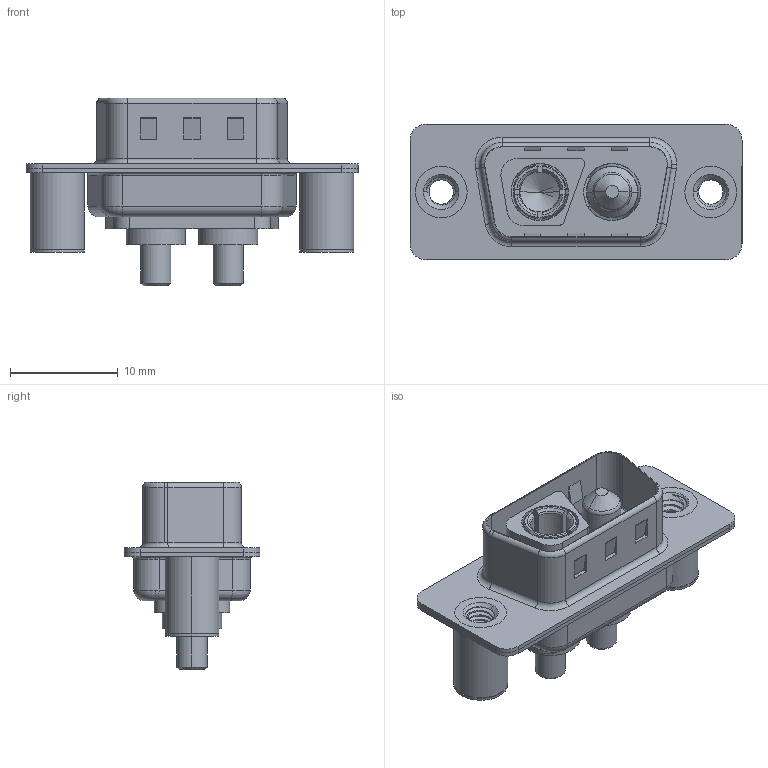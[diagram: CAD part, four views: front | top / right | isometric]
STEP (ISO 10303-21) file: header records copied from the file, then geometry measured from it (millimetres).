
FILE_DESCRIPTION (( 'STEP AP203' ), '1' );
FILE_NAME ('627-2WK2224-2NB.STEP', '2019-05-24T01:12:48', ( '' ), ( '' ), 'SwSTEP 2.0', 'SolidWorks 2016', '' );
FILE_SCHEMA (( 'CONFIG_CONTROL_DESIGN' ));
Length unit declared in the file: millimetre
Products named in the file (8): 627Combo Shell Rear_09 Contacts; 627Combo Shell Front_09 Contacts; 627Combo Threaded Board Spacer_B; Power Socket_20A S; Power Pin_20A S; 627Combo Threaded Board Spacer_3; 627-2WK2224-2NB; 627Combo Housing_2WK2
Assembly tree (7 placements, depth 2):
  627-2WK2224-2NB
    627Combo Housing_2WK2
    627Combo Shell Rear_09 Contacts
    627Combo Shell Front_09 Contacts
    627Combo Threaded Board Spacer_B
    Power Socket_20A S
    Power Pin_20A S
    627Combo Threaded Board Spacer_3
Bounding box: 30.8 x 12.6 x 17.4 mm (x, y, z)
Volume: 1670 mm3; surface area: 4206.2 mm2
Topology: 9 solids, 9 shells, 467 faces, 1163 edges, 730 vertices
Faces by surface type: cylinder 204, plane 151, torus 60, cone 42, bspline 10
Entity records: 18397 total; most frequent: CARTESIAN_POINT 6443, DIRECTION 2400, ORIENTED_EDGE 2314, EDGE_CURVE 1157, AXIS2_PLACEMENT_3D 934, VERTEX_POINT 730, LINE 532, VECTOR 532
